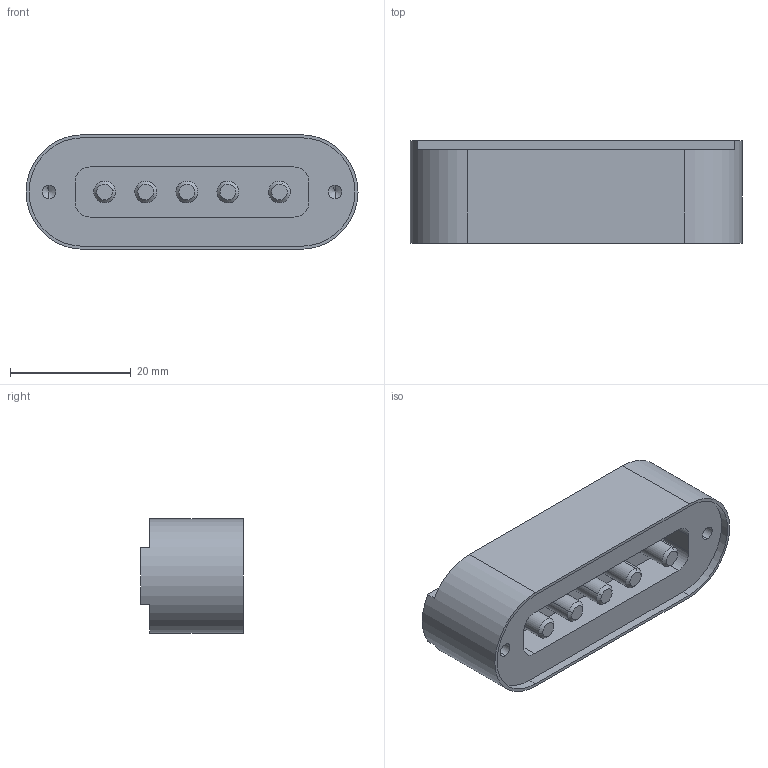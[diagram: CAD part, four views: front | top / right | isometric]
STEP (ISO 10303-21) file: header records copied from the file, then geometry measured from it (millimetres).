
FILE_DESCRIPTION (( 'STEP AP214' ), '1' );
FILE_NAME ('218-X25-5P.STEP', '2019-11-20T10:53:20', ( 'allectra' ), ( 'Microsoft' ), 'SwSTEP 2.0', 'SolidWorks 2014', '' );
FILE_SCHEMA (( 'AUTOMOTIVE_DESIGN' ));
Length unit declared in the file: millimetre
Products named in the file (3): 9212-POWER-PIN-FENI-CU_vergoldet; 9218-X-X_ 218-X25-5P  logo-  HC; 218-X25-5P
Assembly tree (6 placements, depth 2):
  218-X25-5P
    9218-X-X_ 218-X25-5P  logo-  HC
    9212-POWER-PIN-FENI-CU_vergoldet  x5
Bounding box: 55 x 17 x 19 mm (x, y, z)
Volume: 11037.2 mm3; surface area: 6672.2 mm2
Topology: 6 solids, 6 shells, 324 faces, 836 edges, 544 vertices
Faces by surface type: plane 175, cylinder 84, bspline 37, cone 28
Entity records: 10796 total; most frequent: CARTESIAN_POINT 3486, ORIENTED_EDGE 1544, DIRECTION 1386, EDGE_CURVE 772, LINE 538, VECTOR 538, VERTEX_POINT 512, AXIS2_PLACEMENT_3D 424
